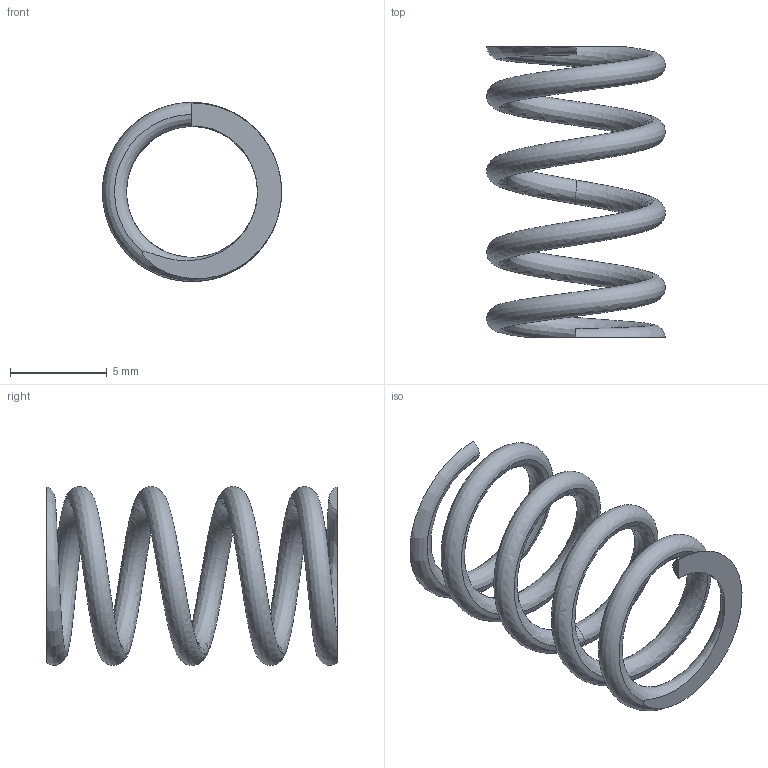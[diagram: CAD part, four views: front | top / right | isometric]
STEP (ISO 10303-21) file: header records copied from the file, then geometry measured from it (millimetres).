
FILE_DESCRIPTION (( 'STEP AP214' ), '1' );
FILE_NAME ('1125-A.STEP', '2016-01-28T09:19:54', ( '' ), ( '' ), 'SwSTEP 2.0', 'SolidWorks 2015', '' );
FILE_SCHEMA (( 'AUTOMOTIVE_DESIGN' ));
Length unit declared in the file: millimetre
Products named in the file (1): 1125-A
Bounding box: 9.25 x 15 x 9.25 mm (x, y, z)
Volume: 137.8 mm3; surface area: 475.9 mm2
Topology: 1 solids, 1 shells, 8 faces, 16 edges, 10 vertices
Faces by surface type: bspline 4, plane 4
Entity records: 2844 total; most frequent: CARTESIAN_POINT 2669, ORIENTED_EDGE 32, DIRECTION 20, EDGE_CURVE 16, VERTEX_POINT 10, B_SPLINE_CURVE_WITH_KNOTS 10, AXIS2_PLACEMENT_3D 9, FACE_OUTER_BOUND 8
